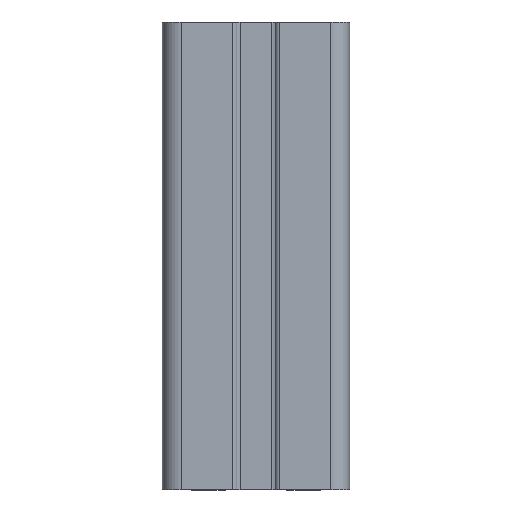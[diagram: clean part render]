
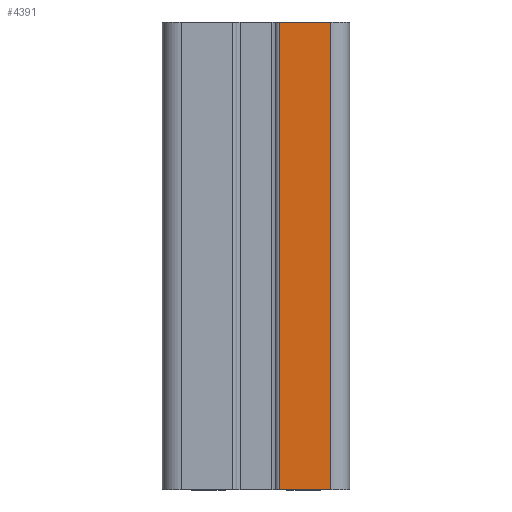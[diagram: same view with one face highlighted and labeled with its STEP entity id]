
A CAD part, front view. The second image highlights one B-rep face of the part: STEP entity #4391.
In plain terms, the highlighted planar face has unit normal (0, -1, 0).
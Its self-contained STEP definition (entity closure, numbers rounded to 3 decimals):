
#23 = DIRECTION ( 'NONE',  ( 0., 0., -1. ) ) ;
#225 = DIRECTION ( 'NONE',  ( 0., 0., 1. ) ) ;
#257 = ORIENTED_EDGE ( 'NONE', *, *, #7647, .F. ) ;
#693 = LINE ( 'NONE', #2795, #1815 ) ;
#1108 = AXIS2_PLACEMENT_3D ( 'NONE', #6007, #2099, #6655 ) ;
#1626 = VECTOR ( 'NONE', #5387, 1000. ) ;
#1676 = VERTEX_POINT ( 'NONE', #4066 ) ;
#1815 = VECTOR ( 'NONE', #225, 1000. ) ;
#1986 = ORIENTED_EDGE ( 'NONE', *, *, #2921, .F. ) ;
#2075 = PLANE ( 'NONE',  #1108 ) ;
#2081 = CARTESIAN_POINT ( 'NONE',  ( 6646.199, 1023.312, 0. ) ) ;
#2099 = DIRECTION ( 'NONE',  ( 0., 1., 0. ) ) ;
#2438 = LINE ( 'NONE', #3309, #5924 ) ;
#2781 = CARTESIAN_POINT ( 'NONE',  ( 6646.199, 1023.312, 100. ) ) ;
#2795 = CARTESIAN_POINT ( 'NONE',  ( 6646.199, 1023.312, 100. ) ) ;
#2921 = EDGE_CURVE ( 'NONE', #4957, #6973, #5105, .T. ) ;
#3309 = CARTESIAN_POINT ( 'NONE',  ( 6657.099, 1023.312, 100. ) ) ;
#3518 = ORIENTED_EDGE ( 'NONE', *, *, #8391, .F. ) ;
#3593 = CARTESIAN_POINT ( 'NONE',  ( 6646.199, 1023.312, 0. ) ) ;
#3655 = EDGE_LOOP ( 'NONE', ( #3518, #5251, #257, #1986 ) ) ;
#4066 = CARTESIAN_POINT ( 'NONE',  ( 6657.099, 1023.312, 100. ) ) ;
#4391 = ADVANCED_FACE ( 'NONE', ( #7374 ), #2075, .F. ) ;
#4957 = VERTEX_POINT ( 'NONE', #7901 ) ;
#5105 = LINE ( 'NONE', #2081, #1626 ) ;
#5251 = ORIENTED_EDGE ( 'NONE', *, *, #5573, .F. ) ;
#5280 = CARTESIAN_POINT ( 'NONE',  ( 6646.199, 1023.312, 100. ) ) ;
#5387 = DIRECTION ( 'NONE',  ( -1., 0., 0. ) ) ;
#5463 = VERTEX_POINT ( 'NONE', #5280 ) ;
#5573 = EDGE_CURVE ( 'NONE', #5463, #1676, #8269, .T. ) ;
#5924 = VECTOR ( 'NONE', #23, 1000. ) ;
#6007 = CARTESIAN_POINT ( 'NONE',  ( 6646.199, 1023.312, 100. ) ) ;
#6119 = VECTOR ( 'NONE', #8007, 1000. ) ;
#6655 = DIRECTION ( 'NONE',  ( -1., 0., 0. ) ) ;
#6973 = VERTEX_POINT ( 'NONE', #3593 ) ;
#7374 = FACE_OUTER_BOUND ( 'NONE', #3655, .T. ) ;
#7647 = EDGE_CURVE ( 'NONE', #6973, #5463, #693, .T. ) ;
#7901 = CARTESIAN_POINT ( 'NONE',  ( 6657.099, 1023.312, 0. ) ) ;
#8007 = DIRECTION ( 'NONE',  ( 1., 0., 0. ) ) ;
#8269 = LINE ( 'NONE', #2781, #6119 ) ;
#8391 = EDGE_CURVE ( 'NONE', #1676, #4957, #2438, .T. ) ;
